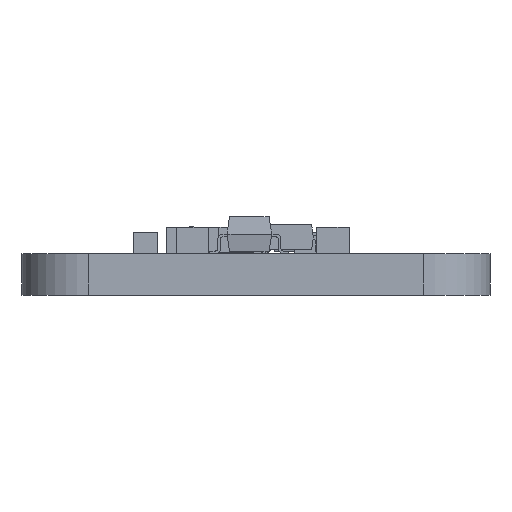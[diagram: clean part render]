
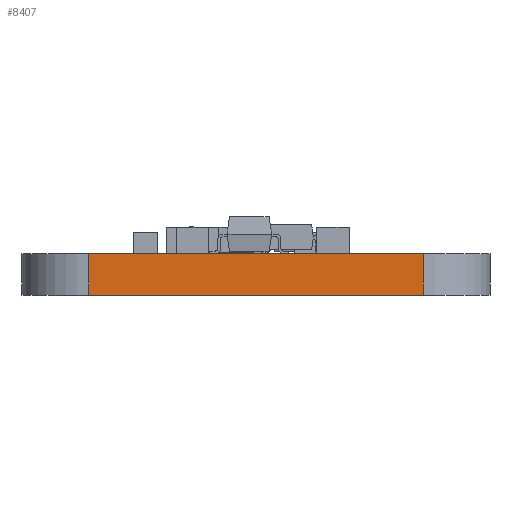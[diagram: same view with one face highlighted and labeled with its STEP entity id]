
A CAD part, left-side view. The second image highlights one B-rep face of the part: STEP entity #8407.
In plain terms, the highlighted planar face has unit normal (-1, 0, 0).
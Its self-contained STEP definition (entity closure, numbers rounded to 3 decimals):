
#140=PLANE('',#9019);
#535=FACE_OUTER_BOUND('',#985,.T.);
#985=EDGE_LOOP('',(#5627,#5628,#5629,#5630));
#1483=LINE('',#11987,#2483);
#1484=LINE('',#11990,#2484);
#1485=LINE('',#11992,#2485);
#1486=LINE('',#11993,#2486);
#2483=VECTOR('',#9753,10.);
#2484=VECTOR('',#9756,10.);
#2485=VECTOR('',#9757,10.);
#2486=VECTOR('',#9758,10.);
#3663=VERTEX_POINT('',#11983);
#3664=VERTEX_POINT('',#11985);
#3665=VERTEX_POINT('',#11989);
#3666=VERTEX_POINT('',#11991);
#4443=EDGE_CURVE('',#3663,#3664,#1483,.T.);
#4444=EDGE_CURVE('',#3663,#3665,#1484,.T.);
#4445=EDGE_CURVE('',#3666,#3664,#1485,.T.);
#4446=EDGE_CURVE('',#3665,#3666,#1486,.T.);
#5627=ORIENTED_EDGE('',*,*,#4444,.F.);
#5628=ORIENTED_EDGE('',*,*,#4443,.T.);
#5629=ORIENTED_EDGE('',*,*,#4445,.F.);
#5630=ORIENTED_EDGE('',*,*,#4446,.F.);
#8407=ADVANCED_FACE('',(#535),#140,.T.);
#9019=AXIS2_PLACEMENT_3D('',#11988,#9754,#9755);
#9753=DIRECTION('',(0.,0.,1.));
#9754=DIRECTION('center_axis',(-1.,0.,0.));
#9755=DIRECTION('ref_axis',(0.,-1.,0.));
#9756=DIRECTION('',(0.,1.,0.));
#9757=DIRECTION('',(0.,-1.,0.));
#9758=DIRECTION('',(0.,0.,1.));
#11983=CARTESIAN_POINT('',(0.,2.54,0.));
#11985=CARTESIAN_POINT('',(0.,2.54,1.57));
#11987=CARTESIAN_POINT('',(0.,2.54,0.));
#11988=CARTESIAN_POINT('Origin',(0.,15.24,0.));
#11989=CARTESIAN_POINT('',(0.,15.24,0.));
#11990=CARTESIAN_POINT('',(0.,2.54,0.));
#11991=CARTESIAN_POINT('',(0.,15.24,1.57));
#11992=CARTESIAN_POINT('',(0.,2.54,1.57));
#11993=CARTESIAN_POINT('',(0.,15.24,0.));
